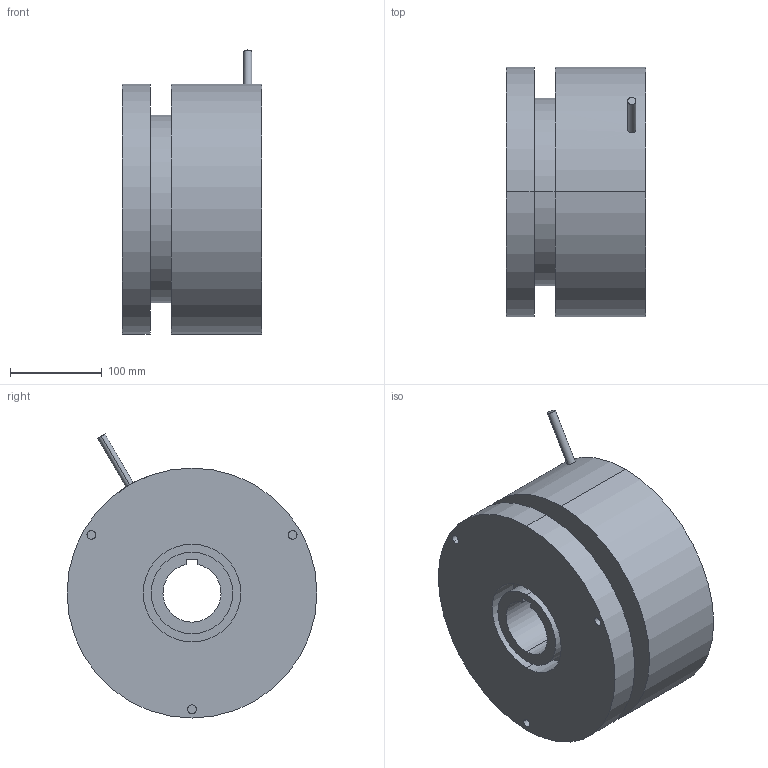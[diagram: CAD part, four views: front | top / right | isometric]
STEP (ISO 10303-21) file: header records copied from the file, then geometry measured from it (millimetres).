
FILE_DESCRIPTION(('starvars output'),'2;1');
FILE_NAME('cv20170217080928000031228.stp','08:09:28 2017/02/17',( 'Thomas Industrial Network Germany GmbH'),( 'Thomas Industrial Network Germany GmbH'),'unknown preprocess','ACIS' ,'unknown authorization');
FILE_SCHEMA(('CONFIG_CONTROL_DESIGN {UNKNOWN IMPLEMENTATION LEVEL}'));
Length unit declared in the file: millimetre
Products named in the file (1): PRODUCT_ID_1
Bounding box: 152.4 x 273.05 x 310.25 mm (x, y, z)
Volume: 7065722.8 mm3; surface area: 356094.3 mm2
Topology: 1 solids, 1 shells, 36 faces, 76 edges, 51 vertices
Faces by surface type: cylinder 22, plane 14
Entity records: 948 total; most frequent: CARTESIAN_POINT 166, ORIENTED_EDGE 152, DIRECTION 123, EDGE_CURVE 76, VERTEX_POINT 51, EDGE_LOOP 47, FACE_BOUND 47, AXIS2_PLACEMENT_3D 46
